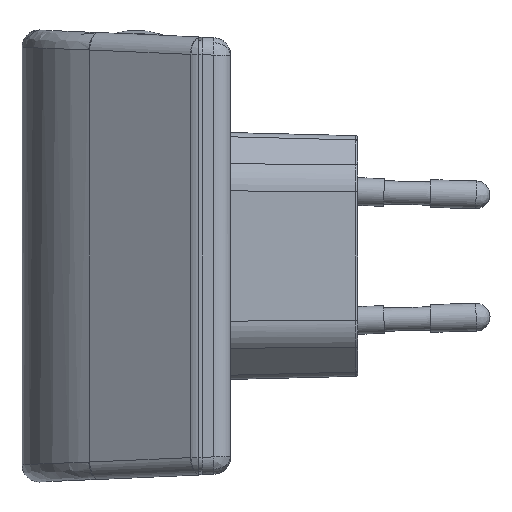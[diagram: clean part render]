
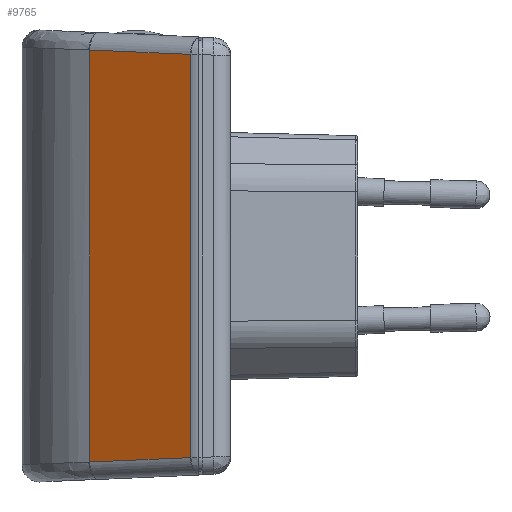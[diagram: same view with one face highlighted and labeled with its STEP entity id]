
A CAD part, left-side view. The second image highlights one B-rep face of the part: STEP entity #9765.
In plain terms, the highlighted planar face has unit normal (-0.858, 0.514, 0).
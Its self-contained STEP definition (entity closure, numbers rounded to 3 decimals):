
#199 = LINE ( 'NONE', #5662, #7356 ) ;
#285 = LINE ( 'NONE', #5375, #10059 ) ;
#514 = CARTESIAN_POINT ( 'NONE',  ( -67.2, 30., -32.5 ) ) ;
#580 = VECTOR ( 'NONE', #5432, 1000. ) ;
#688 = EDGE_LOOP ( 'NONE', ( #5361, #8695, #6453, #8402, #5632, #7675 ) ) ;
#1227 = LINE ( 'NONE', #2768, #3130 ) ;
#1422 = PLANE ( 'NONE',  #4998 ) ;
#1462 = DIRECTION ( 'NONE',  ( -0.514, -0.857, 0. ) ) ;
#2505 = DIRECTION ( 'NONE',  ( 0., 0., 1. ) ) ;
#2619 = EDGE_CURVE ( 'NONE', #8095, #8790, #199, .T. ) ;
#2703 = VERTEX_POINT ( 'NONE', #8080 ) ;
#2768 = CARTESIAN_POINT ( 'NONE',  ( -81.724, 5.793, -28.994 ) ) ;
#2857 = EDGE_CURVE ( 'NONE', #2703, #11307, #1227, .T. ) ;
#3079 = DIRECTION ( 'NONE',  ( 0.514, 0.857, 0.037 ) ) ;
#3130 = VECTOR ( 'NONE', #3691, 1000. ) ;
#3691 = DIRECTION ( 'NONE',  ( 0.514, 0.857, -0.04 ) ) ;
#4212 = CARTESIAN_POINT ( 'NONE',  ( -73.026, 20.29, -29.627 ) ) ;
#4494 = DIRECTION ( 'NONE',  ( 0., 0., 1. ) ) ;
#4998 = AXIS2_PLACEMENT_3D ( 'NONE', #514, #7029, #1462 ) ;
#5016 = CARTESIAN_POINT ( 'NONE',  ( -81.772, 5.713, 28.991 ) ) ;
#5361 = ORIENTED_EDGE ( 'NONE', *, *, #11219, .T. ) ;
#5375 = CARTESIAN_POINT ( 'NONE',  ( -73.026, 20.29, 117.234 ) ) ;
#5399 = LINE ( 'NONE', #8667, #10079 ) ;
#5432 = DIRECTION ( 'NONE',  ( -0.514, -0.857, 0.037 ) ) ;
#5526 = EDGE_CURVE ( 'NONE', #11361, #7477, #285, .T. ) ;
#5632 = ORIENTED_EDGE ( 'NONE', *, *, #9985, .T. ) ;
#5662 = CARTESIAN_POINT ( 'NONE',  ( -81.772, 5.713, 28.991 ) ) ;
#6058 = EDGE_CURVE ( 'NONE', #11361, #11307, #10801, .T. ) ;
#6372 = CARTESIAN_POINT ( 'NONE',  ( -73.026, 20.29, -29.627 ) ) ;
#6453 = ORIENTED_EDGE ( 'NONE', *, *, #6058, .T. ) ;
#6590 = DIRECTION ( 'NONE',  ( -0.514, -0.857, -0.04 ) ) ;
#7029 = DIRECTION ( 'NONE',  ( -0.857, 0.514, 0. ) ) ;
#7309 = VECTOR ( 'NONE', #4494, 1000. ) ;
#7356 = VECTOR ( 'NONE', #6590, 1000. ) ;
#7477 = VERTEX_POINT ( 'NONE', #9805 ) ;
#7600 = LINE ( 'NONE', #8222, #7309 ) ;
#7675 = ORIENTED_EDGE ( 'NONE', *, *, #2619, .F. ) ;
#7765 = FACE_OUTER_BOUND ( 'NONE', #688, .T. ) ;
#8080 = CARTESIAN_POINT ( 'NONE',  ( -81.772, 5.713, -28.991 ) ) ;
#8095 = VERTEX_POINT ( 'NONE', #10872 ) ;
#8222 = CARTESIAN_POINT ( 'NONE',  ( -81.772, 5.713, -32.5 ) ) ;
#8402 = ORIENTED_EDGE ( 'NONE', *, *, #2857, .F. ) ;
#8667 = CARTESIAN_POINT ( 'NONE',  ( -81.724, 5.793, 28.994 ) ) ;
#8695 = ORIENTED_EDGE ( 'NONE', *, *, #5526, .F. ) ;
#8790 = VERTEX_POINT ( 'NONE', #5016 ) ;
#8793 = CARTESIAN_POINT ( 'NONE',  ( -81.724, 5.793, -28.994 ) ) ;
#9765 = ADVANCED_FACE ( 'NONE', ( #7765 ), #1422, .T. ) ;
#9805 = CARTESIAN_POINT ( 'NONE',  ( -73.026, 20.29, 29.627 ) ) ;
#9985 = EDGE_CURVE ( 'NONE', #2703, #8790, #7600, .T. ) ;
#10059 = VECTOR ( 'NONE', #2505, 1000. ) ;
#10079 = VECTOR ( 'NONE', #3079, 1000. ) ;
#10801 = LINE ( 'NONE', #6372, #580 ) ;
#10872 = CARTESIAN_POINT ( 'NONE',  ( -81.724, 5.793, 28.994 ) ) ;
#11219 = EDGE_CURVE ( 'NONE', #8095, #7477, #5399, .T. ) ;
#11307 = VERTEX_POINT ( 'NONE', #8793 ) ;
#11361 = VERTEX_POINT ( 'NONE', #4212 ) ;
